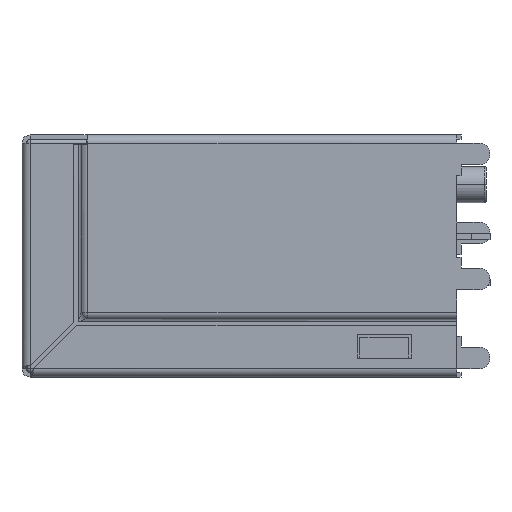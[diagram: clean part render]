
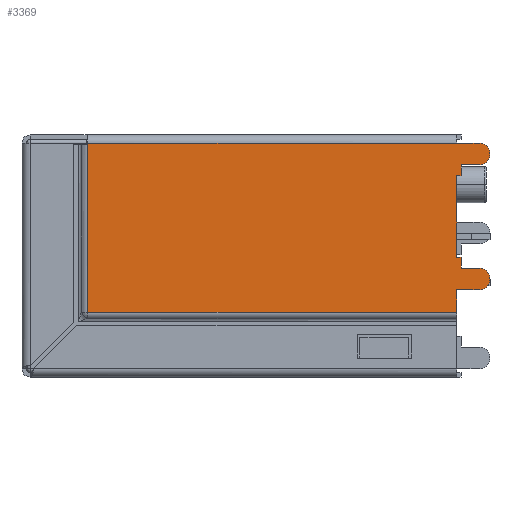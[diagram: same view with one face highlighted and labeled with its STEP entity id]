
A CAD part, left-side view. The second image highlights one B-rep face of the part: STEP entity #3369.
In plain terms, the highlighted planar face has unit normal (-1, 0, 0).
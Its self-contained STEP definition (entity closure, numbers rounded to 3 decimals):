
#1 = LINE ( 'NONE', #6970, #9794 ) ;
#112 = VERTEX_POINT ( 'NONE', #3946 ) ;
#182 = VERTEX_POINT ( 'NONE', #2641 ) ;
#191 = CARTESIAN_POINT ( 'NONE',  ( -1.375, -0.525, 10.5 ) ) ;
#289 = ORIENTED_EDGE ( 'NONE', *, *, #14802, .F. ) ;
#620 = LINE ( 'NONE', #10098, #2869 ) ;
#785 = VECTOR ( 'NONE', #2093, 1000. ) ;
#889 = VERTEX_POINT ( 'NONE', #12252 ) ;
#951 = CIRCLE ( 'NONE', #4480, 0.6 ) ;
#981 = LINE ( 'NONE', #14233, #9131 ) ;
#1064 = EDGE_CURVE ( 'NONE', #1392, #10150, #3586, .T. ) ;
#1375 = AXIS2_PLACEMENT_3D ( 'NONE', #15227, #16553, #8599 ) ;
#1392 = VERTEX_POINT ( 'NONE', #12688 ) ;
#1742 = ORIENTED_EDGE ( 'NONE', *, *, #16705, .F. ) ;
#2093 = DIRECTION ( 'NONE',  ( 0., 0., -1. ) ) ;
#2487 = CIRCLE ( 'NONE', #1375, 0.6 ) ;
#2509 = CARTESIAN_POINT ( 'NONE',  ( -1.375, -2.375, 10.5 ) ) ;
#2629 = EDGE_CURVE ( 'NONE', #3220, #4821, #2487, .T. ) ;
#2641 = CARTESIAN_POINT ( 'NONE',  ( -1.375, -0.774, 4.178 ) ) ;
#2685 = EDGE_CURVE ( 'NONE', #16702, #7954, #5221, .T. ) ;
#2811 = EDGE_CURVE ( 'NONE', #1392, #16977, #12687, .T. ) ;
#2869 = VECTOR ( 'NONE', #10204, 1000. ) ;
#2983 = DIRECTION ( 'NONE',  ( 0., 1., 0. ) ) ;
#3220 = VERTEX_POINT ( 'NONE', #10044 ) ;
#3369 = ADVANCED_FACE ( 'NONE', ( #12475 ), #17045, .T. ) ;
#3413 = DIRECTION ( 'NONE',  ( -1., 0., 0. ) ) ;
#3531 = CARTESIAN_POINT ( 'NONE',  ( -1.375, -0.525, -1.989 ) ) ;
#3586 = CIRCLE ( 'NONE', #4958, 0.6 ) ;
#3723 = ORIENTED_EDGE ( 'NONE', *, *, #9440, .T. ) ;
#3792 = ORIENTED_EDGE ( 'NONE', *, *, #13785, .T. ) ;
#3819 = LINE ( 'NONE', #13479, #15299 ) ;
#3893 = LINE ( 'NONE', #13560, #11808 ) ;
#3912 = VECTOR ( 'NONE', #11625, 1000. ) ;
#3946 = CARTESIAN_POINT ( 'NONE',  ( -1.375, -0.525, 4.178 ) ) ;
#3948 = VECTOR ( 'NONE', #14290, 1000. ) ;
#4094 = EDGE_CURVE ( 'NONE', #16977, #10129, #17067, .T. ) ;
#4103 = LINE ( 'NONE', #13727, #14350 ) ;
#4361 = CARTESIAN_POINT ( 'NONE',  ( -1.375, 19.889, 10.5 ) ) ;
#4480 = AXIS2_PLACEMENT_3D ( 'NONE', #12686, #14048, #5004 ) ;
#4499 = CARTESIAN_POINT ( 'NONE',  ( -1.375, -2.375, 9.9 ) ) ;
#4501 = CARTESIAN_POINT ( 'NONE',  ( -1.375, -0.774, 9.3 ) ) ;
#4525 = ORIENTED_EDGE ( 'NONE', *, *, #10515, .T. ) ;
#4546 = CARTESIAN_POINT ( 'NONE',  ( -1.375, -0.525, 1.137 ) ) ;
#4700 = ORIENTED_EDGE ( 'NONE', *, *, #8841, .T. ) ;
#4821 = VERTEX_POINT ( 'NONE', #6391 ) ;
#4958 = AXIS2_PLACEMENT_3D ( 'NONE', #11386, #3413, #12730 ) ;
#5004 = DIRECTION ( 'NONE',  ( 0., 0., 1. ) ) ;
#5209 = CARTESIAN_POINT ( 'NONE',  ( -1.375, -2.375, 9.3 ) ) ;
#5221 = LINE ( 'NONE', #16859, #3948 ) ;
#5227 = DIRECTION ( 'NONE',  ( -1., 0., 0. ) ) ;
#5312 = DIRECTION ( 'NONE',  ( 0., 1., 0. ) ) ;
#5445 = AXIS2_PLACEMENT_3D ( 'NONE', #14416, #9066, #11703 ) ;
#5622 = VERTEX_POINT ( 'NONE', #4546 ) ;
#5641 = EDGE_LOOP ( 'NONE', ( #289, #7578, #3723, #4525, #3792, #7723, #15050, #16206, #7009, #15461, #7124, #4700, #14915, #9112, #16726, #15190, #1742 ) ) ;
#6391 = CARTESIAN_POINT ( 'NONE',  ( -1.375, -2.375, 2.978 ) ) ;
#6564 = CARTESIAN_POINT ( 'NONE',  ( -1.375, -1.775, 9.9 ) ) ;
#6970 = CARTESIAN_POINT ( 'NONE',  ( -1.375, -0.774, 8.7 ) ) ;
#7009 = ORIENTED_EDGE ( 'NONE', *, *, #4094, .F. ) ;
#7055 = LINE ( 'NONE', #11237, #785 ) ;
#7114 = CARTESIAN_POINT ( 'NONE',  ( -1.375, -0.774, 10.95 ) ) ;
#7124 = ORIENTED_EDGE ( 'NONE', *, *, #1064, .T. ) ;
#7578 = ORIENTED_EDGE ( 'NONE', *, *, #2629, .T. ) ;
#7723 = ORIENTED_EDGE ( 'NONE', *, *, #16378, .T. ) ;
#7731 = DIRECTION ( 'NONE',  ( 0., 1., 0. ) ) ;
#7954 = VERTEX_POINT ( 'NONE', #191 ) ;
#8437 = VERTEX_POINT ( 'NONE', #9215 ) ;
#8495 = VECTOR ( 'NONE', #13883, 1000. ) ;
#8599 = DIRECTION ( 'NONE',  ( 0., 0., 1. ) ) ;
#8841 = EDGE_CURVE ( 'NONE', #10150, #889, #15548, .T. ) ;
#9055 = DIRECTION ( 'NONE',  ( 0., 1., 0. ) ) ;
#9066 = DIRECTION ( 'NONE',  ( -1., 0., 0. ) ) ;
#9112 = ORIENTED_EDGE ( 'NONE', *, *, #2685, .F. ) ;
#9131 = VECTOR ( 'NONE', #9055, 1000. ) ;
#9198 = DIRECTION ( 'NONE',  ( 0., 0., 1. ) ) ;
#9215 = CARTESIAN_POINT ( 'NONE',  ( -1.375, 19.889, 1.137 ) ) ;
#9440 = EDGE_CURVE ( 'NONE', #4821, #9770, #951, .T. ) ;
#9637 = EDGE_CURVE ( 'NONE', #889, #7954, #12393, .T. ) ;
#9718 = AXIS2_PLACEMENT_3D ( 'NONE', #6564, #5227, #9198 ) ;
#9770 = VERTEX_POINT ( 'NONE', #12641 ) ;
#9794 = VECTOR ( 'NONE', #16189, 1000. ) ;
#10044 = CARTESIAN_POINT ( 'NONE',  ( -1.375, -1.775, 2.378 ) ) ;
#10098 = CARTESIAN_POINT ( 'NONE',  ( -1.375, -0.774, 10.95 ) ) ;
#10129 = VERTEX_POINT ( 'NONE', #15235 ) ;
#10150 = VERTEX_POINT ( 'NONE', #4499 ) ;
#10204 = DIRECTION ( 'NONE',  ( 0., 0., 1. ) ) ;
#10363 = CARTESIAN_POINT ( 'NONE',  ( -1.375, -0.525, 2.378 ) ) ;
#10515 = EDGE_CURVE ( 'NONE', #9770, #17245, #3819, .T. ) ;
#11072 = VERTEX_POINT ( 'NONE', #16519 ) ;
#11237 = CARTESIAN_POINT ( 'NONE',  ( -1.375, 19.889, 0.851 ) ) ;
#11386 = CARTESIAN_POINT ( 'NONE',  ( -1.375, -1.775, 9.9 ) ) ;
#11625 = DIRECTION ( 'NONE',  ( 0., 0., -1. ) ) ;
#11703 = DIRECTION ( 'NONE',  ( 0., -1., 0. ) ) ;
#11717 = EDGE_CURVE ( 'NONE', #10129, #11072, #1, .T. ) ;
#11808 = VECTOR ( 'NONE', #2983, 1000. ) ;
#11928 = DIRECTION ( 'NONE',  ( 0., 1., 0. ) ) ;
#11996 = LINE ( 'NONE', #16369, #8495 ) ;
#12013 = LINE ( 'NONE', #3531, #3912 ) ;
#12240 = VECTOR ( 'NONE', #16405, 1000. ) ;
#12252 = CARTESIAN_POINT ( 'NONE',  ( -1.375, -1.775, 10.5 ) ) ;
#12393 = LINE ( 'NONE', #2509, #17218 ) ;
#12475 = FACE_OUTER_BOUND ( 'NONE', #5641, .T. ) ;
#12535 = DIRECTION ( 'NONE',  ( 0., -1., 0. ) ) ;
#12641 = CARTESIAN_POINT ( 'NONE',  ( -1.375, -1.775, 3.578 ) ) ;
#12686 = CARTESIAN_POINT ( 'NONE',  ( -1.375, -1.775, 2.978 ) ) ;
#12687 = LINE ( 'NONE', #5209, #14793 ) ;
#12688 = CARTESIAN_POINT ( 'NONE',  ( -1.375, -1.775, 9.3 ) ) ;
#12730 = DIRECTION ( 'NONE',  ( 0., 0., 1. ) ) ;
#13479 = CARTESIAN_POINT ( 'NONE',  ( -1.375, -2.375, 3.578 ) ) ;
#13560 = CARTESIAN_POINT ( 'NONE',  ( -1.375, -0.774, 4.178 ) ) ;
#13727 = CARTESIAN_POINT ( 'NONE',  ( -1.375, -0.525, 1.137 ) ) ;
#13785 = EDGE_CURVE ( 'NONE', #17245, #182, #620, .T. ) ;
#13883 = DIRECTION ( 'NONE',  ( 0., 0., -1. ) ) ;
#14048 = DIRECTION ( 'NONE',  ( -1., 0., 0. ) ) ;
#14233 = CARTESIAN_POINT ( 'NONE',  ( -1.375, -2.375, 2.378 ) ) ;
#14290 = DIRECTION ( 'NONE',  ( 0., -1., 0. ) ) ;
#14350 = VECTOR ( 'NONE', #12535, 1000. ) ;
#14416 = CARTESIAN_POINT ( 'NONE',  ( -1.375, 23.065, -1.989 ) ) ;
#14581 = EDGE_CURVE ( 'NONE', #16702, #8437, #7055, .T. ) ;
#14746 = VERTEX_POINT ( 'NONE', #10363 ) ;
#14793 = VECTOR ( 'NONE', #7731, 1000. ) ;
#14802 = EDGE_CURVE ( 'NONE', #3220, #14746, #981, .T. ) ;
#14915 = ORIENTED_EDGE ( 'NONE', *, *, #9637, .T. ) ;
#15050 = ORIENTED_EDGE ( 'NONE', *, *, #16240, .F. ) ;
#15190 = ORIENTED_EDGE ( 'NONE', *, *, #16422, .T. ) ;
#15227 = CARTESIAN_POINT ( 'NONE',  ( -1.375, -1.775, 2.978 ) ) ;
#15235 = CARTESIAN_POINT ( 'NONE',  ( -1.375, -0.774, 8.7 ) ) ;
#15299 = VECTOR ( 'NONE', #11928, 1000. ) ;
#15461 = ORIENTED_EDGE ( 'NONE', *, *, #2811, .F. ) ;
#15548 = CIRCLE ( 'NONE', #9718, 0.6 ) ;
#16189 = DIRECTION ( 'NONE',  ( 0., 1., 0. ) ) ;
#16206 = ORIENTED_EDGE ( 'NONE', *, *, #11717, .F. ) ;
#16240 = EDGE_CURVE ( 'NONE', #11072, #112, #12013, .T. ) ;
#16369 = CARTESIAN_POINT ( 'NONE',  ( -1.375, -0.525, -1.989 ) ) ;
#16378 = EDGE_CURVE ( 'NONE', #182, #112, #3893, .T. ) ;
#16405 = DIRECTION ( 'NONE',  ( 0., 0., -1. ) ) ;
#16422 = EDGE_CURVE ( 'NONE', #8437, #5622, #4103, .T. ) ;
#16519 = CARTESIAN_POINT ( 'NONE',  ( -1.375, -0.525, 8.7 ) ) ;
#16553 = DIRECTION ( 'NONE',  ( -1., 0., 0. ) ) ;
#16678 = CARTESIAN_POINT ( 'NONE',  ( -1.375, -0.774, 3.578 ) ) ;
#16702 = VERTEX_POINT ( 'NONE', #4361 ) ;
#16705 = EDGE_CURVE ( 'NONE', #14746, #5622, #11996, .T. ) ;
#16726 = ORIENTED_EDGE ( 'NONE', *, *, #14581, .T. ) ;
#16859 = CARTESIAN_POINT ( 'NONE',  ( -1.375, 23.065, 10.5 ) ) ;
#16977 = VERTEX_POINT ( 'NONE', #4501 ) ;
#17045 = PLANE ( 'NONE',  #5445 ) ;
#17067 = LINE ( 'NONE', #7114, #12240 ) ;
#17218 = VECTOR ( 'NONE', #5312, 1000. ) ;
#17245 = VERTEX_POINT ( 'NONE', #16678 ) ;
